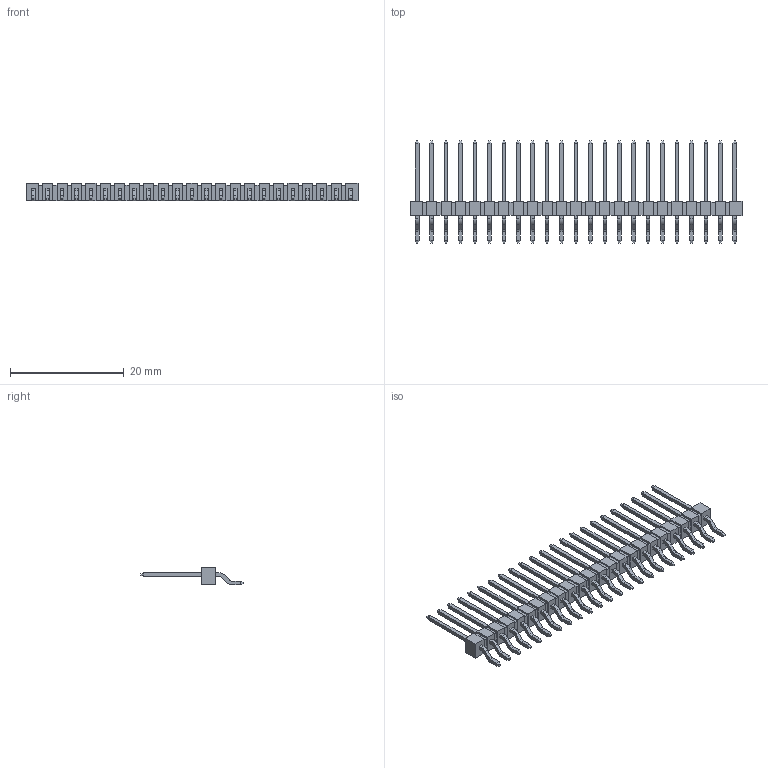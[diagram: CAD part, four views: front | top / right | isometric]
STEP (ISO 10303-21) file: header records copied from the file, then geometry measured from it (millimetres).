
FILE_DESCRIPTION(('FreeCAD Model'),'2;1');
FILE_NAME('Open CASCADE Shape Model','2025-02-20T21:07:27',(''),(''), 'Open CASCADE STEP processor 7.8','FreeCAD','Unknown');
FILE_SCHEMA(('AUTOMOTIVE_DESIGN { 1 0 10303 214 1 1 1 1 }'));
Length unit declared in the file: millimetre
Products named in the file (4): TSM-123-03-L-SH-TR; TSM-123-03-SH_body; T-1S6-09-L(-03-23-SH); T-1S6-09-L(-03-23-SH)2
Assembly tree (3 placements, depth 2):
  TSM-123-03-L-SH-TR
    TSM-123-03-SH_body
    T-1S6-09-L(-03-23-SH)
    T-1S6-09-L(-03-23-SH)2
Bounding box: 58.42 x 18.03 x 3.05 mm (x, y, z)
Volume: 579.4 mm3; surface area: 2053.9 mm2
Topology: 3 solids, 3 shells, 830 faces, 2288 edges, 1464 vertices
Faces by surface type: plane 738, cylinder 92
Entity records: 25969 total; most frequent: CARTESIAN_POINT 4586, ORIENTED_EDGE 4576, DIRECTION 4140, EDGE_CURVE 2288, LINE 2104, VECTOR 2104, VERTEX_POINT 1464, AXIS2_PLACEMENT_3D 1018
